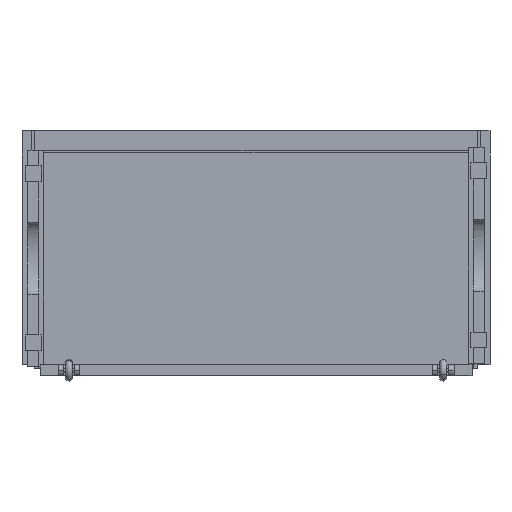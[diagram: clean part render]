
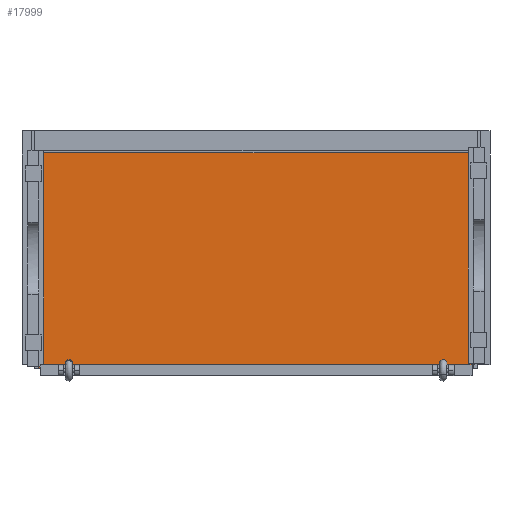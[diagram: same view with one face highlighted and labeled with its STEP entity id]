
A CAD part, front view. The second image highlights one B-rep face of the part: STEP entity #17999.
In plain terms, the highlighted free-form (B-spline) face has degree [1, 1] with [2, 2] control points.
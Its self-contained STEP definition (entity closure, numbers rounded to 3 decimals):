
#17879 = EDGE_CURVE('',#17880,#17882,#17884,.T.);
#17880 = VERTEX_POINT('',#17881);
#17881 = CARTESIAN_POINT('',(-283.839,312.814,
    1329.709));
#17882 = VERTEX_POINT('',#17883);
#17883 = CARTESIAN_POINT('',(-283.839,312.814,
    2044.199));
#17884 = B_SPLINE_CURVE_WITH_KNOTS('',1,(#17885,#17886),.UNSPECIFIED.,
  .F.,.F.,(2,2),(0.,600.),.PIECEWISE_BEZIER_KNOTS.);
#17885 = CARTESIAN_POINT('',(-283.839,312.814,
    1329.709));
#17886 = CARTESIAN_POINT('',(-283.839,312.814,
    2044.199));
#17915 = EDGE_CURVE('',#17882,#17916,#17918,.T.);
#17916 = VERTEX_POINT('',#17917);
#17917 = CARTESIAN_POINT('',(1154.81,312.814,
    2044.199));
#17918 = B_SPLINE_CURVE_WITH_KNOTS('',1,(#17919,#17920),.UNSPECIFIED.,
  .F.,.F.,(2,2),(0.,1208.12),.PIECEWISE_BEZIER_KNOTS.);
#17919 = CARTESIAN_POINT('',(-283.839,312.814,
    2044.199));
#17920 = CARTESIAN_POINT('',(1154.81,312.814,
    2044.199));
#17943 = EDGE_CURVE('',#17916,#17944,#17946,.T.);
#17944 = VERTEX_POINT('',#17945);
#17945 = CARTESIAN_POINT('',(1154.81,312.814,
    1329.709));
#17946 = B_SPLINE_CURVE_WITH_KNOTS('',1,(#17947,#17948),.UNSPECIFIED.,
  .F.,.F.,(2,2),(-600.,-0.),.PIECEWISE_BEZIER_KNOTS.);
#17947 = CARTESIAN_POINT('',(1154.81,312.814,
    2044.199));
#17948 = CARTESIAN_POINT('',(1154.81,312.814,
    1329.709));
#17971 = EDGE_CURVE('',#17944,#17880,#17972,.T.);
#17972 = B_SPLINE_CURVE_WITH_KNOTS('',1,(#17973,#17974),.UNSPECIFIED.,
  .F.,.F.,(2,2),(-1208.12,-0.),.PIECEWISE_BEZIER_KNOTS.);
#17973 = CARTESIAN_POINT('',(1154.81,312.814,
    1329.709));
#17974 = CARTESIAN_POINT('',(-283.839,312.814,
    1329.709));
#17999 = ADVANCED_FACE('',(#18000),#18006,.F.);
#18000 = FACE_BOUND('',#18001,.T.);
#18001 = EDGE_LOOP('',(#18002,#18003,#18004,#18005));
#18002 = ORIENTED_EDGE('',*,*,#17879,.F.);
#18003 = ORIENTED_EDGE('',*,*,#17971,.F.);
#18004 = ORIENTED_EDGE('',*,*,#17943,.F.);
#18005 = ORIENTED_EDGE('',*,*,#17915,.F.);
#18006 = B_SPLINE_SURFACE_WITH_KNOTS('',1,1,(
    (#18007,#18008)
    ,(#18009,#18010
    )),.UNSPECIFIED.,.F.,.F.,.F.,(2,2),(2,2),(-555.153,
    44.847),(-1085.638,122.482),
  .PIECEWISE_BEZIER_KNOTS.);
#18007 = CARTESIAN_POINT('',(-283.839,312.814,
    1329.709));
#18008 = CARTESIAN_POINT('',(1154.81,312.814,
    1329.709));
#18009 = CARTESIAN_POINT('',(-283.839,312.814,
    2044.199));
#18010 = CARTESIAN_POINT('',(1154.81,312.814,
    2044.199));
